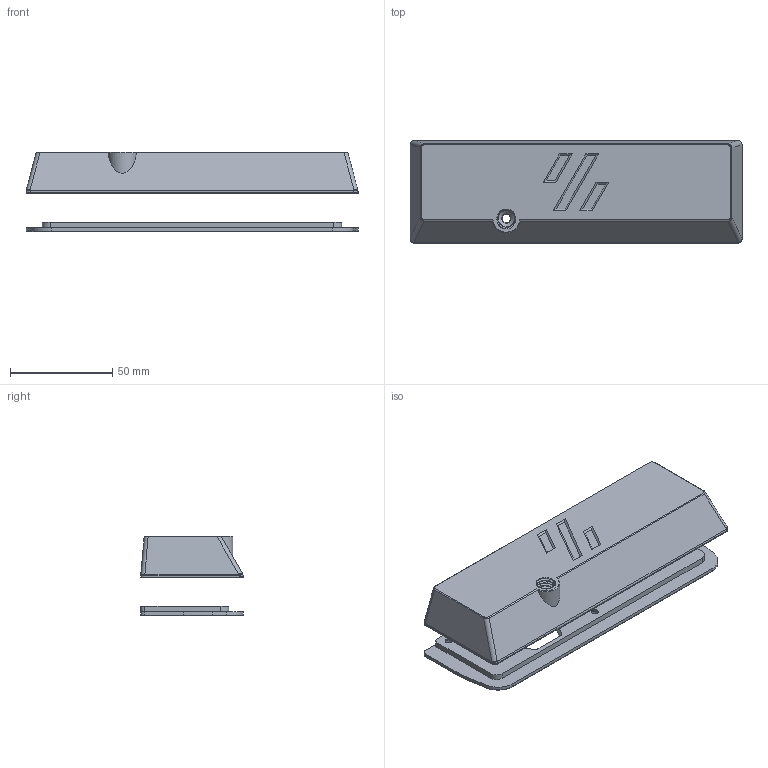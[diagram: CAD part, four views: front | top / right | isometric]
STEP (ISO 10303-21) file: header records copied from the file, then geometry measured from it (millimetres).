
FILE_DESCRIPTION(/* description */ (''),/* implementation_level */ '2;1');
FILE_NAME(/* name */ 'no_exhaust.step',/* time_stamp */ '2021-07-16T21:16:49-07:00',/* author */ (''),/* organization */ (''),/* preprocessor_version */ 'ST-DEVELOPER v18.1',/* originating_system */ 'Autodesk Translation Framework v10.9.0.1377',/* authorisation */ '');
FILE_SCHEMA (('AUTOMOTIVE_DESIGN { 1 0 10303 214 3 1 1 }'));
Length unit declared in the file: millimetre
Products named in the file (3): Rear  Panel Grill No Exhaust; Grill; Housing
Assembly tree (2 placements, depth 2):
  Rear  Panel Grill No Exhaust
    Grill
    Housing
Bounding box: 162 x 50 x 39 mm (x, y, z)
Volume: 74700.7 mm3; surface area: 45566 mm2
Topology: 2 solids, 2 shells, 279 faces, 646 edges, 379 vertices
Faces by surface type: plane 100, cylinder 88, cone 33, bspline 27, sphere 24, torus 7
Full cylindrical faces by diameter (mm): 3.4 x3, 4.1 x1, 4.7 x3, 6 x3, 8.526 x3, 10.198 x3
Entity records: 10067 total; most frequent: CARTESIAN_POINT 3719, DIRECTION 1323, ORIENTED_EDGE 1288, EDGE_CURVE 644, AXIS2_PLACEMENT_3D 484, VERTEX_POINT 379, LINE 355, VECTOR 355
